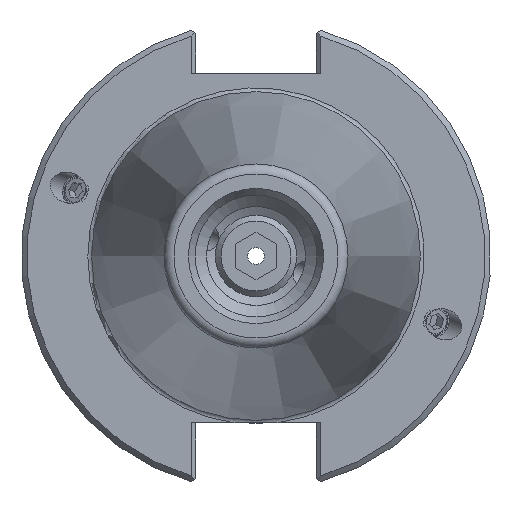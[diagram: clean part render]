
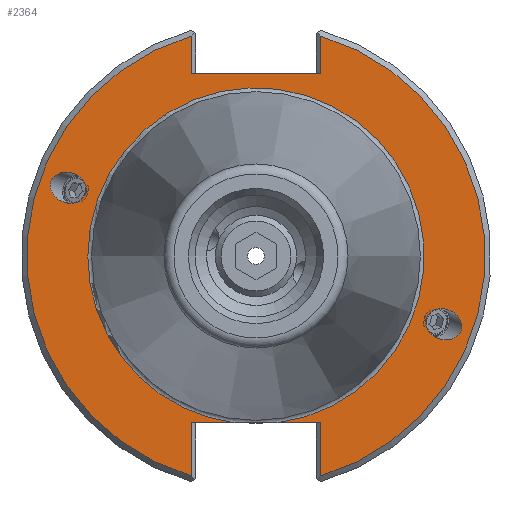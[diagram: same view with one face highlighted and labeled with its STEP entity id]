
A CAD part, left-side view. The second image highlights one B-rep face of the part: STEP entity #2364.
In plain terms, the highlighted planar face has unit normal (-1, 0, 0).
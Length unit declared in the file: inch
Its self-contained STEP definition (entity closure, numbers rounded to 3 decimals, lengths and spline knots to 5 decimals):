
#154=ELLIPSE('',#2521,0.09853,0.08071);
#155=ELLIPSE('',#2529,0.09853,0.08071);
#171=LINE('',#3716,#298);
#191=LINE('',#3815,#318);
#192=LINE('',#3817,#319);
#193=LINE('',#3820,#320);
#194=LINE('',#3822,#321);
#195=LINE('',#3826,#322);
#196=LINE('',#3827,#323);
#298=VECTOR('',#2923,0.69);
#318=VECTOR('',#2965,0.23328);
#319=VECTOR('',#2966,0.2822);
#320=VECTOR('',#2969,0.1982);
#321=VECTOR('',#2970,0.1982);
#322=VECTOR('',#2973,0.2822);
#323=VECTOR('',#2974,0.23328);
#429=PLANE('',#2563);
#558=FACE_BOUND('',#826,.T.);
#559=FACE_BOUND('',#827,.T.);
#640=FACE_OUTER_BOUND('',#825,.T.);
#825=EDGE_LOOP('',(#1764,#1765,#1766,#1767,#1768,#1769,#1770,#1771,#1772,
#1773));
#826=EDGE_LOOP('',(#1774));
#827=EDGE_LOOP('',(#1775));
#1011=CIRCLE('',#2561,0.895);
#1013=CIRCLE('',#2564,1.22);
#1014=CIRCLE('',#2565,1.22);
#1119=VERTEX_POINT('',#3662);
#1122=VERTEX_POINT('',#3673);
#1136=VERTEX_POINT('',#3713);
#1137=VERTEX_POINT('',#3715);
#1161=VERTEX_POINT('',#3797);
#1162=VERTEX_POINT('',#3798);
#1164=VERTEX_POINT('',#3814);
#1165=VERTEX_POINT('',#3816);
#1166=VERTEX_POINT('',#3818);
#1167=VERTEX_POINT('',#3821);
#1168=VERTEX_POINT('',#3823);
#1169=VERTEX_POINT('',#3825);
#1352=EDGE_CURVE('',#1119,#1119,#154,.T.);
#1355=EDGE_CURVE('',#1122,#1122,#155,.T.);
#1370=EDGE_CURVE('',#1136,#1137,#171,.T.);
#1402=EDGE_CURVE('',#1161,#1162,#1011,.T.);
#1404=EDGE_CURVE('',#1164,#1161,#191,.T.);
#1405=EDGE_CURVE('',#1165,#1164,#192,.T.);
#1406=EDGE_CURVE('',#1166,#1165,#1013,.T.);
#1407=EDGE_CURVE('',#1137,#1166,#193,.T.);
#1408=EDGE_CURVE('',#1167,#1136,#194,.T.);
#1409=EDGE_CURVE('',#1168,#1167,#1014,.T.);
#1410=EDGE_CURVE('',#1169,#1168,#195,.T.);
#1411=EDGE_CURVE('',#1162,#1169,#196,.T.);
#1764=ORIENTED_EDGE('',*,*,#1402,.F.);
#1765=ORIENTED_EDGE('',*,*,#1404,.F.);
#1766=ORIENTED_EDGE('',*,*,#1405,.F.);
#1767=ORIENTED_EDGE('',*,*,#1406,.F.);
#1768=ORIENTED_EDGE('',*,*,#1407,.F.);
#1769=ORIENTED_EDGE('',*,*,#1370,.F.);
#1770=ORIENTED_EDGE('',*,*,#1408,.F.);
#1771=ORIENTED_EDGE('',*,*,#1409,.F.);
#1772=ORIENTED_EDGE('',*,*,#1410,.F.);
#1773=ORIENTED_EDGE('',*,*,#1411,.F.);
#1774=ORIENTED_EDGE('',*,*,#1352,.T.);
#1775=ORIENTED_EDGE('',*,*,#1355,.T.);
#2364=ADVANCED_FACE('',(#640,#558,#559),#429,.T.);
#2521=AXIS2_PLACEMENT_3D('',#3663,#2856,#2857);
#2529=AXIS2_PLACEMENT_3D('',#3674,#2872,#2873);
#2561=AXIS2_PLACEMENT_3D('',#3810,#2959,#2960);
#2563=AXIS2_PLACEMENT_3D('',#3813,#2963,#2964);
#2564=AXIS2_PLACEMENT_3D('',#3819,#2967,#2968);
#2565=AXIS2_PLACEMENT_3D('',#3824,#2971,#2972);
#2856=DIRECTION('center_axis',(1.,0.,0.));
#2857=DIRECTION('ref_axis',(0.,-0.94,-0.342));
#2872=DIRECTION('center_axis',(1.,0.,0.));
#2873=DIRECTION('ref_axis',(0.,0.94,0.342));
#2923=DIRECTION('',(0.,-1.,0.));
#2959=DIRECTION('center_axis',(-1.,0.,0.));
#2960=DIRECTION('ref_axis',(0.,-1.,0.));
#2963=DIRECTION('center_axis',(-1.,0.,0.));
#2964=DIRECTION('ref_axis',(0.,0.,1.));
#2965=DIRECTION('',(0.,1.,0.));
#2966=DIRECTION('',(0.,0.,1.));
#2967=DIRECTION('center_axis',(1.,0.,0.));
#2968=DIRECTION('ref_axis',(0.,-1.,0.));
#2969=DIRECTION('',(0.,0.,1.));
#2970=DIRECTION('',(0.,0.,-1.));
#2971=DIRECTION('center_axis',(1.,0.,0.));
#2972=DIRECTION('ref_axis',(0.,1.,0.));
#2973=DIRECTION('',(0.,0.,-1.));
#2974=DIRECTION('',(0.,1.,0.));
#3662=CARTESIAN_POINT('',(0.125,-0.90631,-0.32987));
#3663=CARTESIAN_POINT('Origin',(0.125,-0.99889,-0.36357));
#3673=CARTESIAN_POINT('',(0.125,0.90631,0.32987));
#3674=CARTESIAN_POINT('Origin',(0.125,0.99889,0.36357));
#3713=CARTESIAN_POINT('',(0.125,0.345,0.972));
#3715=CARTESIAN_POINT('',(0.125,-0.345,0.972));
#3716=CARTESIAN_POINT('',(0.125,0.53125,0.972));
#3797=CARTESIAN_POINT('',(0.125,-0.11172,-0.888));
#3798=CARTESIAN_POINT('',(0.125,0.11172,-0.888));
#3810=CARTESIAN_POINT('Origin',(0.125,0.,0.));
#3813=CARTESIAN_POINT('Origin',(0.125,1.0625,0.));
#3814=CARTESIAN_POINT('',(0.125,-0.345,-0.888));
#3815=CARTESIAN_POINT('',(0.125,0.53125,-0.888));
#3816=CARTESIAN_POINT('',(0.125,-0.345,-1.1702));
#3817=CARTESIAN_POINT('',(0.125,-0.345,-0.444));
#3818=CARTESIAN_POINT('',(0.125,-0.345,1.1702));
#3819=CARTESIAN_POINT('Origin',(0.125,0.,0.));
#3820=CARTESIAN_POINT('',(0.125,-0.345,0.486));
#3821=CARTESIAN_POINT('',(0.125,0.345,1.1702));
#3822=CARTESIAN_POINT('',(0.125,0.345,0.486));
#3823=CARTESIAN_POINT('',(0.125,0.345,-1.1702));
#3824=CARTESIAN_POINT('Origin',(0.125,0.,0.));
#3825=CARTESIAN_POINT('',(0.125,0.345,-0.888));
#3826=CARTESIAN_POINT('',(0.125,0.345,-0.444));
#3827=CARTESIAN_POINT('',(0.125,0.53125,-0.888));
